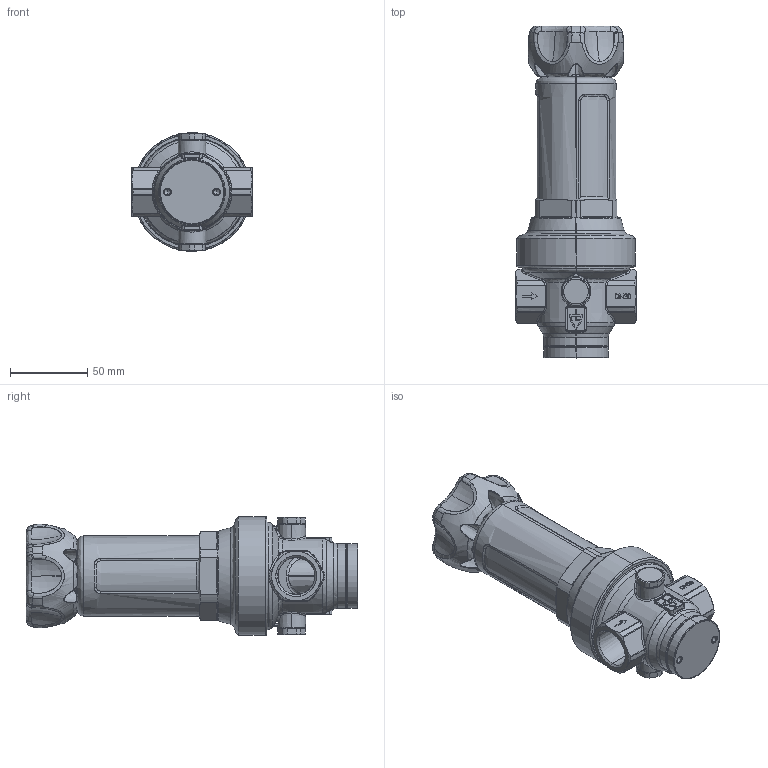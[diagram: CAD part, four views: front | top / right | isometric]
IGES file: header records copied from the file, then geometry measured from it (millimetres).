
Start section: SolidWorks IGES file using analytic representation for surfaces
Global section: file name: 684-20-f+f-20+20.IGS; native system: SolidWorks 2013; preprocessor: SolidWorks 2013; author: Blankenhorn; date: 140723.114732; units: millimetre
Bounding box: 78 x 215.3 x 77 mm (x, y, z)
Surface area: 115526.5 mm2 (no closed solid volume)
Topology: 0 solids, 0 shells, 1865 faces, 18395 edges, 18342 vertices
Faces by surface type: bspline 1358, revolution 507
